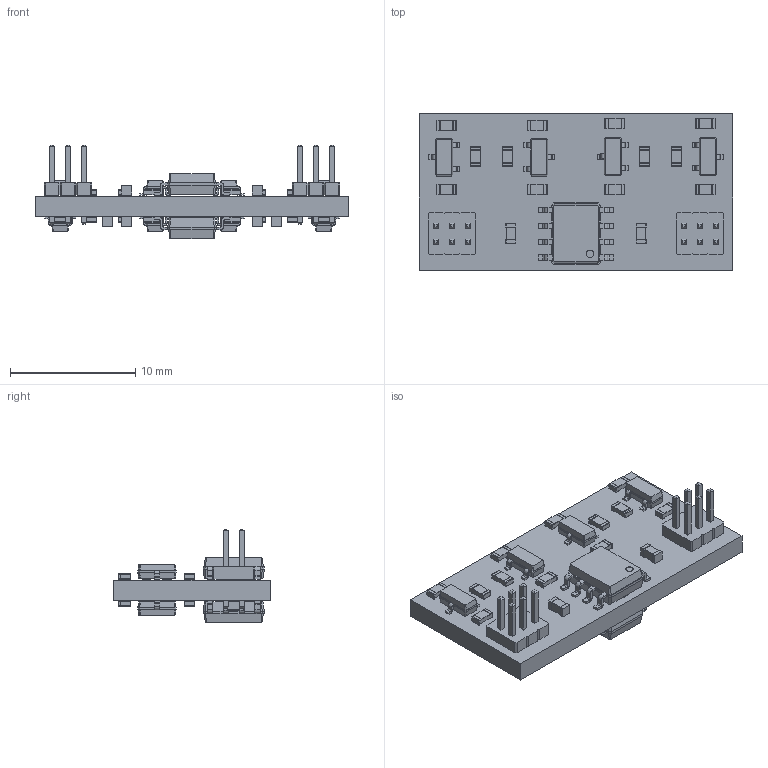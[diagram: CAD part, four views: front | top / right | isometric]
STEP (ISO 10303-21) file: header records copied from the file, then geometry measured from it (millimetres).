
FILE_DESCRIPTION(('KiCad electronic assembly'),'2;1');
FILE_NAME('ADuM_I2C_v3_Horizontal.step','2021-12-20T01:34:17',( 'An Author'),('A Company'),'Open CASCADE STEP processor 6.9', 'KiCad to STEP converter','Unknown');
FILE_SCHEMA(('AUTOMOTIVE_DESIGN { 1 0 10303 214 1 1 1 1 }'));
Length unit declared in the file: millimetre
Products named in the file (12): Open CASCADE STEP translator 6.9 1; PinHeader_2x03_P1.27mm_Vertical; SOLID; SOIC-8_3.9x4.9mm_P1.27mm; R_0603_1608Metric; SOT-23; C_0603_1608Metric; COMPOUND
Assembly tree (48 placements, depth 3):
  Open CASCADE STEP translator 6.9 1
    PinHeader_2x03_P1.27mm_Vertical  x2
      SOLID
    SOIC-8_3.9x4.9mm_P1.27mm  x2
      SOLID
    R_0603_1608Metric  x24
      SOLID
    SOT-23  x8
      SOLID
    C_0603_1608Metric  x6
      SOLID
    COMPOUND
Bounding box: 25 x 12.5 x 7.45 mm (x, y, z)
Volume: 633.2 mm3; surface area: 1429 mm2
Topology: 43 solids, 43 shells, 1992 faces, 4964 edges, 3096 vertices
Faces by surface type: plane 1272, cylinder 440, bspline 280
Full cylindrical faces by diameter (mm): 0.6 x2, 0.65 x12, 2.032 x2
Entity records: 30277 total; most frequent: CARTESIAN_POINT 5312, DIRECTION 3999, LINE 2738, VECTOR 2738, ORIENTED_EDGE 2154, PCURVE 2154, DEFINITIONAL_REPRESENTATION 2154, EDGE_CURVE 1077
